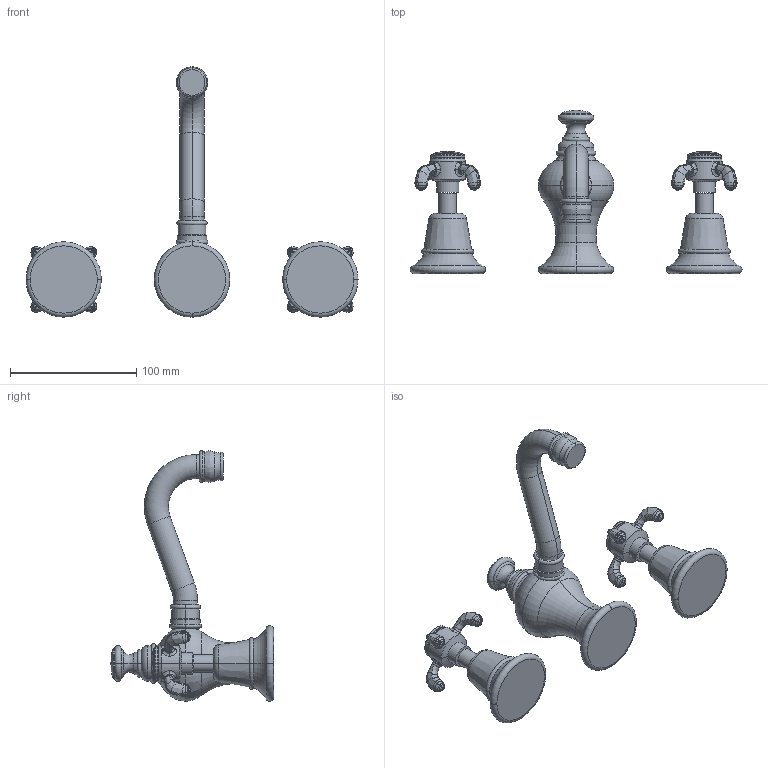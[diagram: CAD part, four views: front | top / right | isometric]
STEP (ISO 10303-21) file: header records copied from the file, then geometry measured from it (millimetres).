
FILE_DESCRIPTION((''),'2;1');
FILE_NAME('1680_WEB','2010-10-29T',('project'),(''),'PRO/ENGINEER BY PARAMETRIC TECHNOLOGY CORPORATION, 2009300','PRO/ENGINEER BY PARAMETRIC TECHNOLOGY CORPORATION, 2009300','');
FILE_SCHEMA(('CONFIG_CONTROL_DESIGN'));
Length unit declared in the file: inch
Products named in the file (1): 1680_WEB
Bounding box: 262.88 x 129.29 x 198.22 mm (x, y, z)
Surface area: 69612 mm2 (no closed solid volume)
Topology: 0 solids, 75 shells, 663 faces, 2178 edges, 1520 vertices
Faces by surface type: bspline 447, cylinder 59, torus 58, sphere 56, cone 26, plane 13, revolution 4
Entity records: 40398 total; most frequent: CARTESIAN_POINT 25553, ORIENTED_EDGE 3288, EDGE_CURVE 2124, DIRECTION 2046, VERTEX_POINT 1520, B_SPLINE_CURVE_WITH_KNOTS 1269, AXIS2_PLACEMENT_3D 971, CIRCLE 759
